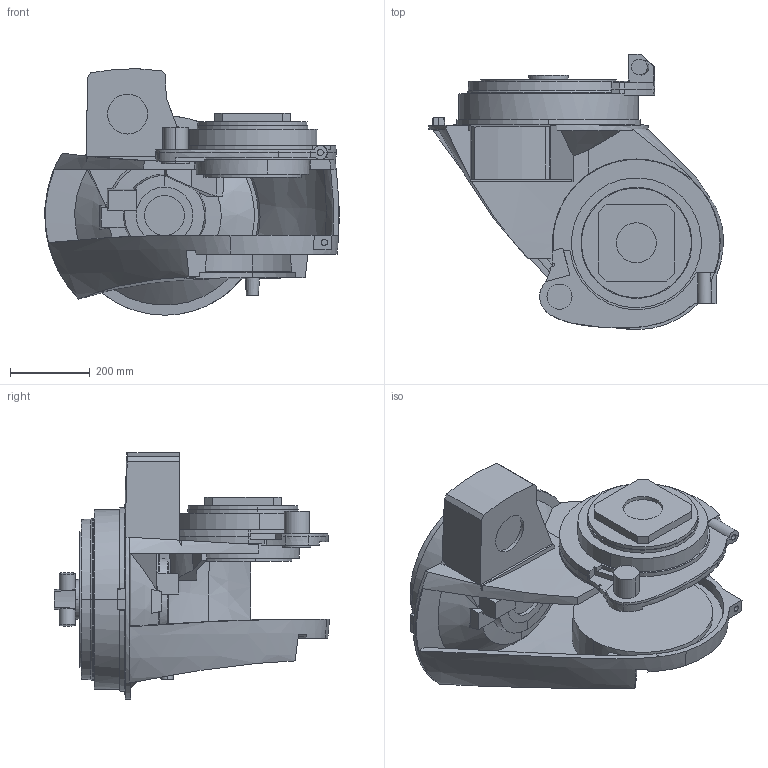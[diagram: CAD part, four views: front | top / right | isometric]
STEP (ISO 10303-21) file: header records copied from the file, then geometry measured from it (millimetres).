
FILE_DESCRIPTION (( 'STEP AP203' ), '1' );
FILE_NAME ('Part2_Default_sldprt.STEP', '2023-04-30T16:36:24', ( '' ), ( '' ), 'SwSTEP 2.0', 'SolidWorks 2021', '' );
FILE_SCHEMA (( 'CONFIG_CONTROL_DESIGN' ));
Length unit declared in the file: millimetre
Products named in the file (1): Part2_Default_sldprt
Bounding box: 736.8 x 688.75 x 617.21 mm (x, y, z)
Volume: 57511440.9 mm3; surface area: 2369203.5 mm2
Topology: 1 solids, 2 shells, 302 faces, 785 edges, 509 vertices
Faces by surface type: plane 145, cylinder 67, cone 61, bspline 25, torus 4
Entity records: 13742 total; most frequent: CARTESIAN_POINT 6587, ORIENTED_EDGE 1570, DIRECTION 1365, EDGE_CURVE 785, AXIS2_PLACEMENT_3D 533, VERTEX_POINT 509, EDGE_LOOP 324, FACE_OUTER_BOUND 302
